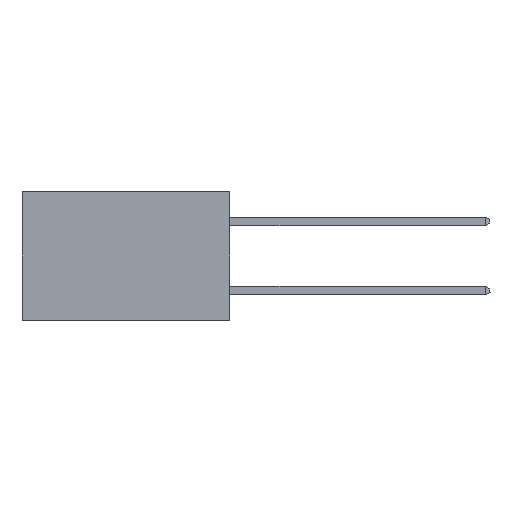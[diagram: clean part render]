
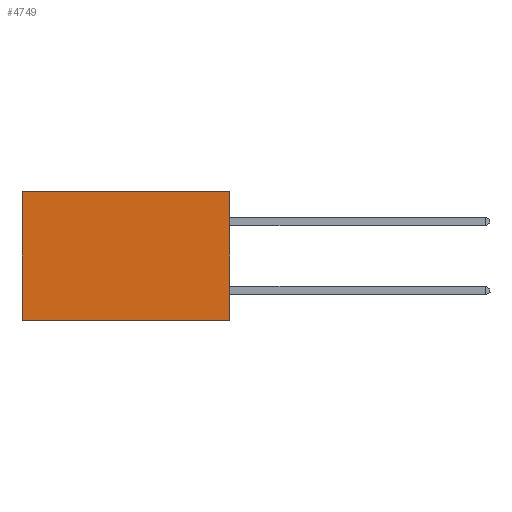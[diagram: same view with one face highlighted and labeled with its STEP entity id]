
A CAD part, left-side view. The second image highlights one B-rep face of the part: STEP entity #4749.
In plain terms, the highlighted planar face has unit normal (-1, 0, 0).
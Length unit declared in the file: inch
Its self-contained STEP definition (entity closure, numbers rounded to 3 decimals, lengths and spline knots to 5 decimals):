
#890 = LINE ( 'NONE', #3724, #18172 ) ;
#1121 = ORIENTED_EDGE ( 'NONE', *, *, #13662, .T. ) ;
#1630 = CARTESIAN_POINT ( 'NONE',  ( 0.298, 0., 0. ) ) ;
#2769 = LINE ( 'NONE', #8962, #4691 ) ;
#2832 = DIRECTION ( 'NONE',  ( 0., 1., 0. ) ) ;
#2969 = CARTESIAN_POINT ( 'NONE',  ( 0.298, 0., -0.37 ) ) ;
#3673 = EDGE_CURVE ( 'NONE', #19323, #18623, #2769, .T. ) ;
#3724 = CARTESIAN_POINT ( 'NONE',  ( 0.298, 0., 0. ) ) ;
#4691 = VECTOR ( 'NONE', #10394, 39.37008 ) ;
#4749 = ADVANCED_FACE ( 'NONE', ( #15691 ), #15342, .F. ) ;
#5462 = AXIS2_PLACEMENT_3D ( 'NONE', #1630, #19813, #16902 ) ;
#5521 = ORIENTED_EDGE ( 'NONE', *, *, #3673, .F. ) ;
#6879 = EDGE_CURVE ( 'NONE', #18749, #16063, #8605, .T. ) ;
#7075 = CARTESIAN_POINT ( 'NONE',  ( 0.298, 0., 0. ) ) ;
#7745 = CARTESIAN_POINT ( 'NONE',  ( 0.298, 0.6, -0.37 ) ) ;
#8605 = LINE ( 'NONE', #11382, #11535 ) ;
#8898 = ORIENTED_EDGE ( 'NONE', *, *, #6879, .T. ) ;
#8962 = CARTESIAN_POINT ( 'NONE',  ( 0.298, 0., 0. ) ) ;
#9863 = EDGE_CURVE ( 'NONE', #18623, #16063, #12369, .T. ) ;
#9908 = DIRECTION ( 'NONE',  ( 0., 1., 0. ) ) ;
#10394 = DIRECTION ( 'NONE',  ( 0., 0., -1. ) ) ;
#11382 = CARTESIAN_POINT ( 'NONE',  ( 0.298, 0.6, 0. ) ) ;
#11535 = VECTOR ( 'NONE', #18964, 39.37008 ) ;
#12369 = LINE ( 'NONE', #19563, #15507 ) ;
#12603 = ORIENTED_EDGE ( 'NONE', *, *, #9863, .F. ) ;
#13662 = EDGE_CURVE ( 'NONE', #19323, #18749, #890, .T. ) ;
#14841 = CARTESIAN_POINT ( 'NONE',  ( 0.298, 0.6, 0. ) ) ;
#15342 = PLANE ( 'NONE',  #5462 ) ;
#15507 = VECTOR ( 'NONE', #2832, 39.37008 ) ;
#15691 = FACE_OUTER_BOUND ( 'NONE', #16263, .T. ) ;
#16063 = VERTEX_POINT ( 'NONE', #7745 ) ;
#16263 = EDGE_LOOP ( 'NONE', ( #8898, #12603, #5521, #1121 ) ) ;
#16902 = DIRECTION ( 'NONE',  ( 0., 0., -1. ) ) ;
#18172 = VECTOR ( 'NONE', #9908, 39.37008 ) ;
#18623 = VERTEX_POINT ( 'NONE', #2969 ) ;
#18749 = VERTEX_POINT ( 'NONE', #14841 ) ;
#18964 = DIRECTION ( 'NONE',  ( 0., 0., -1. ) ) ;
#19323 = VERTEX_POINT ( 'NONE', #7075 ) ;
#19563 = CARTESIAN_POINT ( 'NONE',  ( 0.298, 0., -0.37 ) ) ;
#19813 = DIRECTION ( 'NONE',  ( 1., 0., 0. ) ) ;
